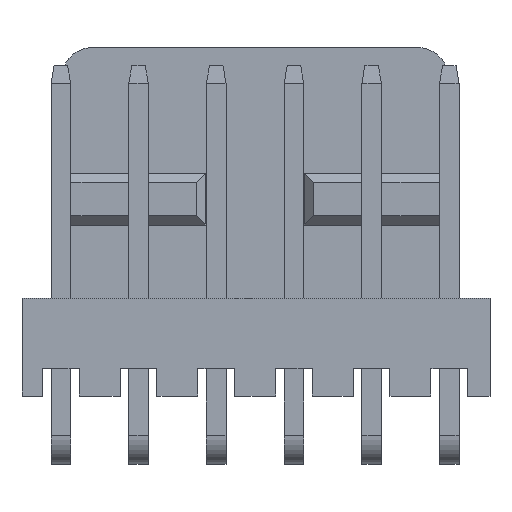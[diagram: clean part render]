
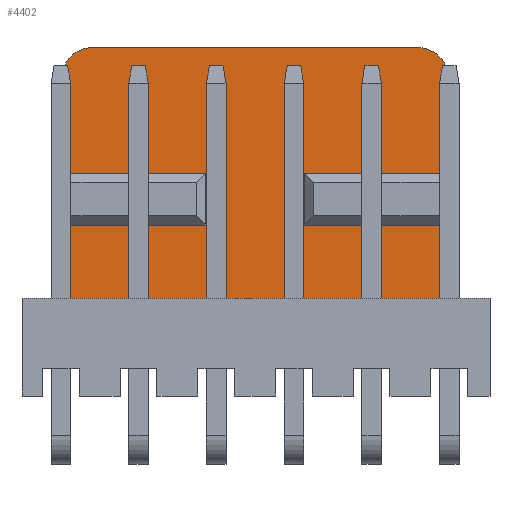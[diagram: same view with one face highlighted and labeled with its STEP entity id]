
A CAD part, top view. The second image highlights one B-rep face of the part: STEP entity #4402.
In plain terms, the highlighted planar face has unit normal (0, 0, 1).
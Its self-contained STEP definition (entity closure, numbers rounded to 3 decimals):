
#571 = EDGE_CURVE ( 'NONE', #1144, #1147, #1503, .T. ) ;
#575 = EDGE_CURVE ( 'NONE', #1088, #1132, #1510, .T. ) ;
#576 = EDGE_CURVE ( 'NONE', #1144, #1086, #1516, .T. ) ;
#637 = EDGE_CURVE ( 'NONE', #1194, #1147, #1639, .T. ) ;
#642 = EDGE_CURVE ( 'NONE', #1132, #1207, #1649, .T. ) ;
#671 = EDGE_CURVE ( 'NONE', #1207, #1284, #1703, .T. ) ;
#672 = EDGE_CURVE ( 'NONE', #1251, #1284, #1705, .T. ) ;
#673 = EDGE_CURVE ( 'NONE', #1283, #1251, #1701, .T. ) ;
#674 = EDGE_CURVE ( 'NONE', #1257, #1283, #1707, .T. ) ;
#675 = EDGE_CURVE ( 'NONE', #1257, #1291, #1709, .T. ) ;
#676 = EDGE_CURVE ( 'NONE', #1194, #1291, #1713, .T. ) ;
#929 = CARTESIAN_POINT ( 'NONE',  ( -8.538, 3.823, 0.86 ) ) ;
#930 = DIRECTION ( 'NONE',  ( 0., 0., -1. ) ) ;
#931 = DIRECTION ( 'NONE',  ( 1., 0., 0. ) ) ;
#932 = CARTESIAN_POINT ( 'NONE',  ( -9.538, -3.377, 0.86 ) ) ;
#933 = CARTESIAN_POINT ( 'NONE',  ( -9.538, -3.377, 0.86 ) ) ;
#938 = DIRECTION ( 'NONE',  ( 0., -1., 0. ) ) ;
#940 = DIRECTION ( 'NONE',  ( 0., -1., 0. ) ) ;
#1086 = VERTEX_POINT ( 'NONE', #4871 ) ;
#1088 = VERTEX_POINT ( 'NONE', #4872 ) ;
#1102 = VERTEX_POINT ( 'NONE', #4880 ) ;
#1118 = VERTEX_POINT ( 'NONE', #4889 ) ;
#1132 = VERTEX_POINT ( 'NONE', #4897 ) ;
#1144 = VERTEX_POINT ( 'NONE', #4903 ) ;
#1147 = VERTEX_POINT ( 'NONE', #4905 ) ;
#1194 = VERTEX_POINT ( 'NONE', #4932 ) ;
#1207 = VERTEX_POINT ( 'NONE', #4939 ) ;
#1217 = CARTESIAN_POINT ( 'NONE',  ( -8.538, 4.823, 0.86 ) ) ;
#1220 = DIRECTION ( 'NONE',  ( -1., 0., 0. ) ) ;
#1240 = CARTESIAN_POINT ( 'NONE',  ( -10.858, -3.377, 0.86 ) ) ;
#1243 = DIRECTION ( 'NONE',  ( 1., 0., 0. ) ) ;
#1251 = VERTEX_POINT ( 'NONE', #4963 ) ;
#1257 = VERTEX_POINT ( 'NONE', #4967 ) ;
#1283 = VERTEX_POINT ( 'NONE', #4981 ) ;
#1284 = VERTEX_POINT ( 'NONE', #4982 ) ;
#1291 = VERTEX_POINT ( 'NONE', #4986 ) ;
#1347 = CARTESIAN_POINT ( 'NONE',  ( -1.608, 0.723, 0.86 ) ) ;
#1356 = CARTESIAN_POINT ( 'NONE',  ( -45.098, 0.723, 0.86 ) ) ;
#1364 = CARTESIAN_POINT ( 'NONE',  ( 3.102, 3.823, 0.86 ) ) ;
#1366 = DIRECTION ( 'NONE',  ( 0., 1., 0. ) ) ;
#1368 = CARTESIAN_POINT ( 'NONE',  ( -45.098, -0.977, 0.86 ) ) ;
#1370 = CARTESIAN_POINT ( 'NONE',  ( 3.102, 3.823, 0.86 ) ) ;
#1372 = DIRECTION ( 'NONE',  ( 1., 0., 0. ) ) ;
#1374 = DIRECTION ( 'NONE',  ( 0., -1., 0. ) ) ;
#1378 = DIRECTION ( 'NONE',  ( -1., 0., 0. ) ) ;
#1383 = DIRECTION ( 'NONE',  ( 0., 1., 0. ) ) ;
#1392 = CARTESIAN_POINT ( 'NONE',  ( 2.102, 3.823, 0.86 ) ) ;
#1394 = DIRECTION ( 'NONE',  ( 0., 0., -1. ) ) ;
#1396 = DIRECTION ( 'NONE',  ( 1., 0., 0. ) ) ;
#1503 = CIRCLE ( 'NONE', #5469, 1. ) ;
#1510 = LINE ( 'NONE', #933, #1519 ) ;
#1516 = LINE ( 'NONE', #932, #1521 ) ;
#1519 = VECTOR ( 'NONE', #938, 1000. ) ;
#1521 = VECTOR ( 'NONE', #940, 1000. ) ;
#1639 = LINE ( 'NONE', #1217, #1642 ) ;
#1642 = VECTOR ( 'NONE', #1220, 1000. ) ;
#1649 = LINE ( 'NONE', #1240, #1652 ) ;
#1652 = VECTOR ( 'NONE', #1243, 1000. ) ;
#1701 = LINE ( 'NONE', #1347, #1710 ) ;
#1703 = LINE ( 'NONE', #1364, #1706 ) ;
#1705 = LINE ( 'NONE', #1368, #1708 ) ;
#1706 = VECTOR ( 'NONE', #1366, 1000. ) ;
#1707 = LINE ( 'NONE', #1356, #1712 ) ;
#1708 = VECTOR ( 'NONE', #1372, 1000. ) ;
#1709 = LINE ( 'NONE', #1370, #1714 ) ;
#1710 = VECTOR ( 'NONE', #1374, 1000. ) ;
#1712 = VECTOR ( 'NONE', #1378, 1000. ) ;
#1713 = CIRCLE ( 'NONE', #5472, 1. ) ;
#1714 = VECTOR ( 'NONE', #1383, 1000. ) ;
#2155 = FACE_OUTER_BOUND ( 'NONE', #5553, .T. ) ;
#2618 = LINE ( 'NONE', #3844, #2621 ) ;
#2621 = VECTOR ( 'NONE', #3845, 1000. ) ;
#2622 = LINE ( 'NONE', #3848, #2625 ) ;
#2625 = VECTOR ( 'NONE', #3850, 1000. ) ;
#2626 = LINE ( 'NONE', #3852, #2629 ) ;
#2629 = VECTOR ( 'NONE', #3853, 1000. ) ;
#3242 = CARTESIAN_POINT ( 'NONE',  ( -9.538, 0.723, 0.86 ) ) ;
#3249 = PLANE ( 'NONE',  #5160 ) ;
#3251 = DIRECTION ( 'NONE',  ( 0., 0., -1. ) ) ;
#3252 = DIRECTION ( 'NONE',  ( -1., 0., 0. ) ) ;
#3844 = CARTESIAN_POINT ( 'NONE',  ( -9.538, -0.977, 0.86 ) ) ;
#3845 = DIRECTION ( 'NONE',  ( 1., 0., 0. ) ) ;
#3848 = CARTESIAN_POINT ( 'NONE',  ( -4.828, 0.723, 0.86 ) ) ;
#3850 = DIRECTION ( 'NONE',  ( 0., 1., 0. ) ) ;
#3852 = CARTESIAN_POINT ( 'NONE',  ( -9.538, 0.723, 0.86 ) ) ;
#3853 = DIRECTION ( 'NONE',  ( -1., 0., 0. ) ) ;
#4402 = ADVANCED_FACE ( 'NONE', ( #2155 ), #3249, .F. ) ;
#4871 = CARTESIAN_POINT ( 'NONE',  ( -9.538, 0.723, 0.86 ) ) ;
#4872 = CARTESIAN_POINT ( 'NONE',  ( -9.538, -0.977, 0.86 ) ) ;
#4880 = CARTESIAN_POINT ( 'NONE',  ( -4.828, 0.723, 0.86 ) ) ;
#4889 = CARTESIAN_POINT ( 'NONE',  ( -4.828, -0.977, 0.86 ) ) ;
#4897 = CARTESIAN_POINT ( 'NONE',  ( -9.538, -3.377, 0.86 ) ) ;
#4903 = CARTESIAN_POINT ( 'NONE',  ( -9.538, 3.823, 0.86 ) ) ;
#4905 = CARTESIAN_POINT ( 'NONE',  ( -8.538, 4.823, 0.86 ) ) ;
#4932 = CARTESIAN_POINT ( 'NONE',  ( 2.102, 4.823, 0.86 ) ) ;
#4939 = CARTESIAN_POINT ( 'NONE',  ( 3.102, -3.377, 0.86 ) ) ;
#4963 = CARTESIAN_POINT ( 'NONE',  ( -1.608, -0.977, 0.86 ) ) ;
#4967 = CARTESIAN_POINT ( 'NONE',  ( 3.102, 0.723, 0.86 ) ) ;
#4981 = CARTESIAN_POINT ( 'NONE',  ( -1.608, 0.723, 0.86 ) ) ;
#4982 = CARTESIAN_POINT ( 'NONE',  ( 3.102, -0.977, 0.86 ) ) ;
#4986 = CARTESIAN_POINT ( 'NONE',  ( 3.102, 3.823, 0.86 ) ) ;
#5160 = AXIS2_PLACEMENT_3D ( 'NONE', #3242, #3251, #3252 ) ;
#5451 = EDGE_CURVE ( 'NONE', #1088, #1118, #2618, .T. ) ;
#5453 = EDGE_CURVE ( 'NONE', #1118, #1102, #2622, .T. ) ;
#5455 = EDGE_CURVE ( 'NONE', #1102, #1086, #2626, .T. ) ;
#5469 = AXIS2_PLACEMENT_3D ( 'NONE', #929, #930, #931 ) ;
#5472 = AXIS2_PLACEMENT_3D ( 'NONE', #1392, #1394, #1396 ) ;
#5553 = EDGE_LOOP ( 'NONE', ( #5693, #5694, #5695, #5696, #5697, #5698, #5699, #5700, #5701, #5702, #5703, #5704, #5705, #5706 ) ) ;
#5693 = ORIENTED_EDGE ( 'NONE', *, *, #642, .T. ) ;
#5694 = ORIENTED_EDGE ( 'NONE', *, *, #671, .T. ) ;
#5695 = ORIENTED_EDGE ( 'NONE', *, *, #672, .F. ) ;
#5696 = ORIENTED_EDGE ( 'NONE', *, *, #673, .F. ) ;
#5697 = ORIENTED_EDGE ( 'NONE', *, *, #674, .F. ) ;
#5698 = ORIENTED_EDGE ( 'NONE', *, *, #675, .T. ) ;
#5699 = ORIENTED_EDGE ( 'NONE', *, *, #676, .F. ) ;
#5700 = ORIENTED_EDGE ( 'NONE', *, *, #637, .T. ) ;
#5701 = ORIENTED_EDGE ( 'NONE', *, *, #571, .F. ) ;
#5702 = ORIENTED_EDGE ( 'NONE', *, *, #576, .T. ) ;
#5703 = ORIENTED_EDGE ( 'NONE', *, *, #5455, .F. ) ;
#5704 = ORIENTED_EDGE ( 'NONE', *, *, #5453, .F. ) ;
#5705 = ORIENTED_EDGE ( 'NONE', *, *, #5451, .F. ) ;
#5706 = ORIENTED_EDGE ( 'NONE', *, *, #575, .T. ) ;
